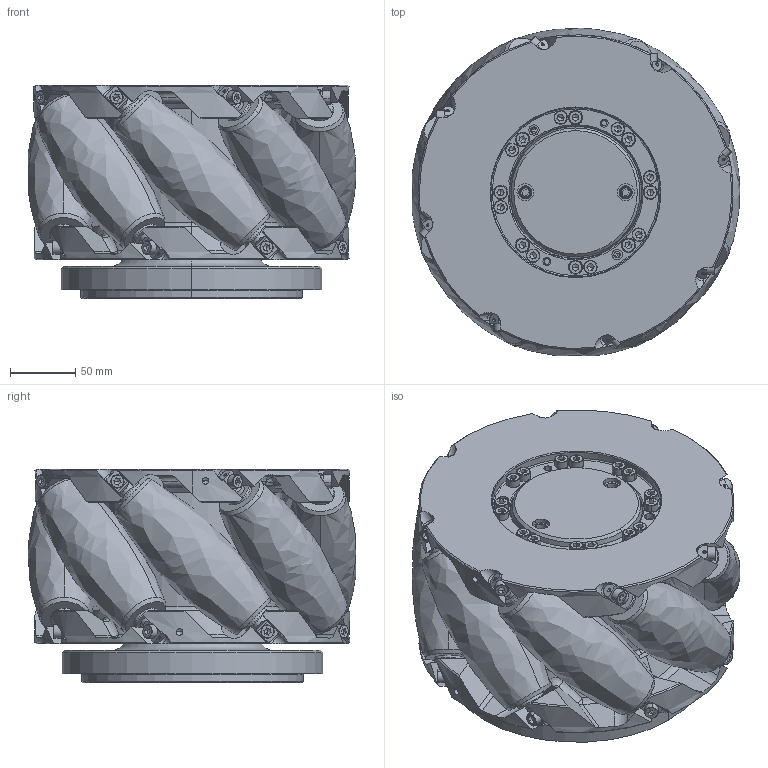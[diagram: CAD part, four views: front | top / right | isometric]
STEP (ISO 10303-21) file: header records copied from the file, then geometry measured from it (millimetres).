
FILE_DESCRIPTION (( 'STEP AP203' ), '1' );
FILE_NAME ('RVW-10PGLB-35-0RAC(X15MG039B0)_Reference-Confidential-CIT1-PDNA.STEP', '2025-01-21T09:01:50', ( '' ), ( '' ), 'SwSTEP 2.0', 'SolidWorks 2023', '' );
FILE_SCHEMA (( 'CONFIG_CONTROL_DESIGN' ));
Length unit declared in the file: millimetre
Products named in the file (1): RVW-10PGLB-35-0RAC(X15MG039B0)_Reference-Confidential-CIT1-PDNA
Bounding box: 251.64 x 251.64 x 164 mm (x, y, z)
Volume: 5452398.2 mm3; surface area: 542421.6 mm2
Topology: 1 solids, 1 shells, 2236 faces, 5530 edges, 3267 vertices
Faces by surface type: plane 931, cone 505, cylinder 504, torus 146, bspline 120, sphere 30
Entity records: 69802 total; most frequent: CARTESIAN_POINT 18087, DIRECTION 11005, ORIENTED_EDGE 10764, EDGE_CURVE 5382, AXIS2_PLACEMENT_3D 4221, VERTEX_POINT 3267, VECTOR 2563, LINE 2563
